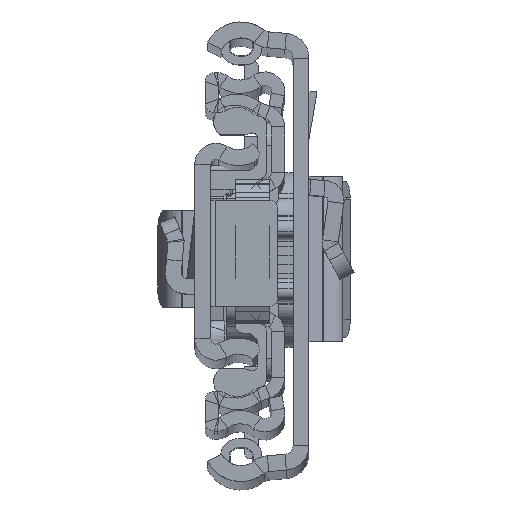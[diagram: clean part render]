
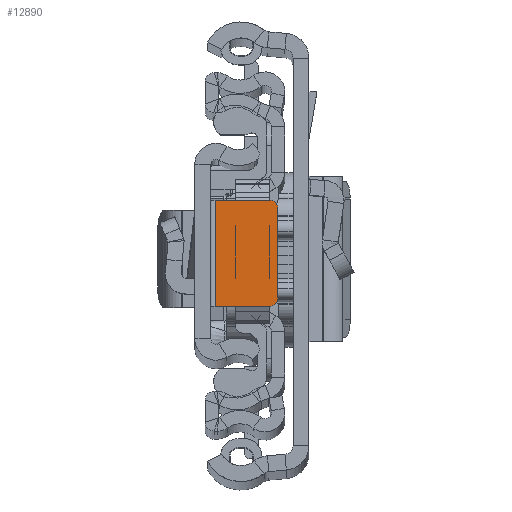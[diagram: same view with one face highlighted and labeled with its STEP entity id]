
A CAD part, top view. The second image highlights one B-rep face of the part: STEP entity #12890.
In plain terms, the highlighted planar face has unit normal (0, 0, 1).
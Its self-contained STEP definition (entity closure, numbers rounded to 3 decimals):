
#121 = AXIS2_PLACEMENT_3D ( 'NONE', #11204, #6490, #8913 ) ;
#432 = CARTESIAN_POINT ( 'NONE',  ( -8.4, -4.849, -6.8 ) ) ;
#649 = CARTESIAN_POINT ( 'NONE',  ( -9.4, -4.849, -6.8 ) ) ;
#1423 = ORIENTED_EDGE ( 'NONE', *, *, #16751, .T. ) ;
#1478 = DIRECTION ( 'NONE',  ( 1., 0., 0. ) ) ;
#1779 = CARTESIAN_POINT ( 'NONE',  ( -2.3, 6.151, -6.8 ) ) ;
#3292 = DIRECTION ( 'NONE',  ( -1., 0., 0. ) ) ;
#4609 = VERTEX_POINT ( 'NONE', #25576 ) ;
#4665 = FACE_OUTER_BOUND ( 'NONE', #7445, .T. ) ;
#5014 = CIRCLE ( 'NONE', #21491, 1. ) ;
#5465 = ORIENTED_EDGE ( 'NONE', *, *, #10074, .F. ) ;
#6478 = LINE ( 'NONE', #24993, #14996 ) ;
#6490 = DIRECTION ( 'NONE',  ( 0., 0., 1. ) ) ;
#6609 = VERTEX_POINT ( 'NONE', #649 ) ;
#7445 = EDGE_LOOP ( 'NONE', ( #28503, #1423, #5465, #26095, #19437, #24769 ) ) ;
#8434 = EDGE_CURVE ( 'NONE', #6609, #8796, #11461, .T. ) ;
#8748 = CARTESIAN_POINT ( 'NONE',  ( -8.4, -5.849, -6.8 ) ) ;
#8796 = VERTEX_POINT ( 'NONE', #27618 ) ;
#8913 = DIRECTION ( 'NONE',  ( 1., 0., 0. ) ) ;
#9043 = VERTEX_POINT ( 'NONE', #17852 ) ;
#10074 = EDGE_CURVE ( 'NONE', #9043, #28491, #14393, .T. ) ;
#10513 = DIRECTION ( 'NONE',  ( 0., 0., 1. ) ) ;
#11010 = CARTESIAN_POINT ( 'NONE',  ( -9.4, 6.151, -6.8 ) ) ;
#11204 = CARTESIAN_POINT ( 'NONE',  ( 0., 0., -6.8 ) ) ;
#11461 = LINE ( 'NONE', #11010, #12085 ) ;
#12085 = VECTOR ( 'NONE', #22530, 1000. ) ;
#12890 = ADVANCED_FACE ( 'NONE', ( #4665 ), #18505, .T. ) ;
#14261 = CIRCLE ( 'NONE', #25862, 1. ) ;
#14393 = LINE ( 'NONE', #19109, #17045 ) ;
#14996 = VECTOR ( 'NONE', #18208, 1000. ) ;
#15430 = DIRECTION ( 'NONE',  ( 0., -1., 0. ) ) ;
#15594 = LINE ( 'NONE', #1779, #16719 ) ;
#15842 = EDGE_CURVE ( 'NONE', #4609, #8796, #14261, .T. ) ;
#16719 = VECTOR ( 'NONE', #15430, 1000. ) ;
#16751 = EDGE_CURVE ( 'NONE', #6609, #28491, #5014, .T. ) ;
#17045 = VECTOR ( 'NONE', #3292, 1000. ) ;
#17267 = DIRECTION ( 'NONE',  ( 0., 0., 1. ) ) ;
#17852 = CARTESIAN_POINT ( 'NONE',  ( -2.3, -5.849, -6.8 ) ) ;
#18208 = DIRECTION ( 'NONE',  ( 1., 0., 0. ) ) ;
#18505 = PLANE ( 'NONE',  #121 ) ;
#19109 = CARTESIAN_POINT ( 'NONE',  ( -9.4, -5.849, -6.8 ) ) ;
#19348 = DIRECTION ( 'NONE',  ( 1., 0., 0. ) ) ;
#19437 = ORIENTED_EDGE ( 'NONE', *, *, #28567, .F. ) ;
#19991 = EDGE_CURVE ( 'NONE', #28513, #9043, #15594, .T. ) ;
#21491 = AXIS2_PLACEMENT_3D ( 'NONE', #432, #17267, #1478 ) ;
#22530 = DIRECTION ( 'NONE',  ( 0., 1., 0. ) ) ;
#24334 = CARTESIAN_POINT ( 'NONE',  ( -8.4, 5.151, -6.8 ) ) ;
#24769 = ORIENTED_EDGE ( 'NONE', *, *, #15842, .T. ) ;
#24837 = CARTESIAN_POINT ( 'NONE',  ( -2.3, 6.151, -6.8 ) ) ;
#24993 = CARTESIAN_POINT ( 'NONE',  ( -1.8, 6.151, -6.8 ) ) ;
#25576 = CARTESIAN_POINT ( 'NONE',  ( -8.4, 6.151, -6.8 ) ) ;
#25862 = AXIS2_PLACEMENT_3D ( 'NONE', #24334, #10513, #19348 ) ;
#26095 = ORIENTED_EDGE ( 'NONE', *, *, #19991, .F. ) ;
#27618 = CARTESIAN_POINT ( 'NONE',  ( -9.4, 5.151, -6.8 ) ) ;
#28491 = VERTEX_POINT ( 'NONE', #8748 ) ;
#28503 = ORIENTED_EDGE ( 'NONE', *, *, #8434, .F. ) ;
#28513 = VERTEX_POINT ( 'NONE', #24837 ) ;
#28567 = EDGE_CURVE ( 'NONE', #4609, #28513, #6478, .T. ) ;
